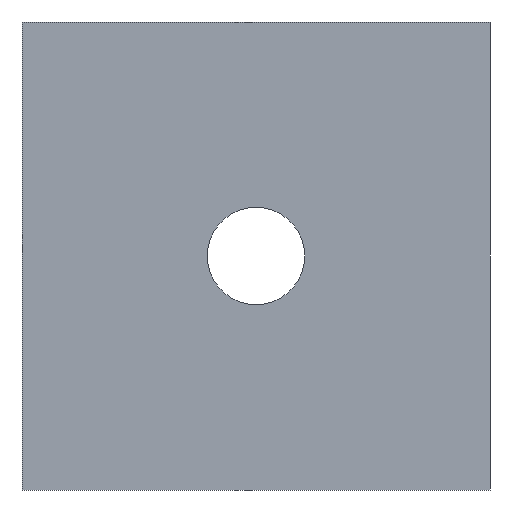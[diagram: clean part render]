
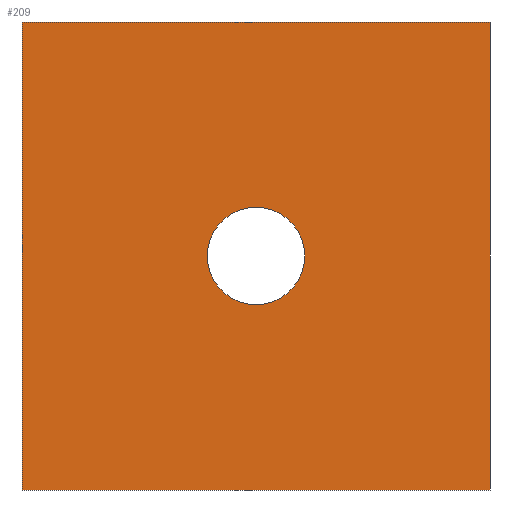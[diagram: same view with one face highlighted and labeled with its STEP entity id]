
A CAD part, left-side view. The second image highlights one B-rep face of the part: STEP entity #209.
In plain terms, the highlighted planar face has unit normal (-1, 0, 0).
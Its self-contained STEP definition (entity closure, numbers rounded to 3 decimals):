
#16=FACE_BOUND('',#46,.T.);
#22=PLANE('',#236);
#33=FACE_OUTER_BOUND('',#45,.T.);
#45=EDGE_LOOP('',(#173,#174,#175,#176));
#46=EDGE_LOOP('',(#177));
#67=LINE('',#333,#92);
#68=LINE('',#336,#93);
#69=LINE('',#338,#94);
#70=LINE('',#339,#95);
#92=VECTOR('',#275,10.);
#93=VECTOR('',#278,10.);
#94=VECTOR('',#279,10.);
#95=VECTOR('',#280,10.);
#102=CIRCLE('',#230,2.6);
#104=VERTEX_POINT('',#298);
#115=VERTEX_POINT('',#329);
#116=VERTEX_POINT('',#331);
#117=VERTEX_POINT('',#335);
#118=VERTEX_POINT('',#337);
#123=EDGE_CURVE('',#104,#104,#102,.T.);
#139=EDGE_CURVE('',#115,#116,#67,.T.);
#140=EDGE_CURVE('',#117,#115,#68,.T.);
#141=EDGE_CURVE('',#118,#116,#69,.T.);
#142=EDGE_CURVE('',#117,#118,#70,.T.);
#173=ORIENTED_EDGE('',*,*,#140,.T.);
#174=ORIENTED_EDGE('',*,*,#139,.T.);
#175=ORIENTED_EDGE('',*,*,#141,.F.);
#176=ORIENTED_EDGE('',*,*,#142,.F.);
#177=ORIENTED_EDGE('',*,*,#123,.T.);
#209=ADVANCED_FACE('',(#33,#16),#22,.T.);
#230=AXIS2_PLACEMENT_3D('',#300,#248,#249);
#236=AXIS2_PLACEMENT_3D('',#334,#276,#277);
#248=DIRECTION('center_axis',(1.,0.,0.));
#249=DIRECTION('ref_axis',(0.,1.,0.));
#275=DIRECTION('',(0.,1.,0.));
#276=DIRECTION('center_axis',(-1.,0.,0.));
#277=DIRECTION('ref_axis',(0.,0.,1.));
#278=DIRECTION('',(0.,0.,1.));
#279=DIRECTION('',(0.,0.,1.));
#280=DIRECTION('',(0.,1.,0.));
#298=CARTESIAN_POINT('',(-12.5,9.9,0.));
#300=CARTESIAN_POINT('Origin',(-12.5,12.5,0.));
#329=CARTESIAN_POINT('',(-12.5,0.,12.5));
#331=CARTESIAN_POINT('',(-12.5,25.,12.5));
#333=CARTESIAN_POINT('',(-12.5,0.,12.5));
#334=CARTESIAN_POINT('Origin',(-12.5,0.,-12.5));
#335=CARTESIAN_POINT('',(-12.5,0.,-12.5));
#336=CARTESIAN_POINT('',(-12.5,0.,-12.5));
#337=CARTESIAN_POINT('',(-12.5,25.,-12.5));
#338=CARTESIAN_POINT('',(-12.5,25.,-12.5));
#339=CARTESIAN_POINT('',(-12.5,0.,-12.5));
